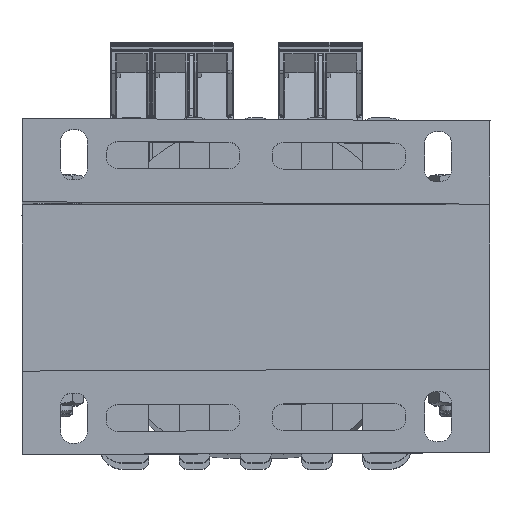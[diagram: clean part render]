
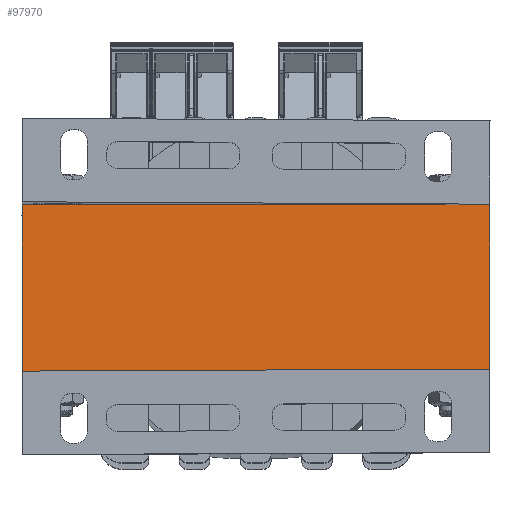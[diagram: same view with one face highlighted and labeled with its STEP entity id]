
A CAD part, top view. The second image highlights one B-rep face of the part: STEP entity #97970.
In plain terms, the highlighted face is planar.
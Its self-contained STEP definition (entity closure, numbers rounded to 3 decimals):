
#5668=PLANE('',#103308);
#9835=FACE_OUTER_BOUND('',#14838,.T.);
#14838=EDGE_LOOP('',(#69407,#69408,#69409,#69410));
#20092=LINE('',#134754,#32523);
#20093=LINE('',#134756,#32524);
#20094=LINE('',#134758,#32525);
#20095=LINE('',#134759,#32526);
#32523=VECTOR('',#109680,1.);
#32524=VECTOR('',#109681,1.);
#32525=VECTOR('',#109682,1.);
#32526=VECTOR('',#109683,1.);
#46223=VERTEX_POINT('',#134752);
#46224=VERTEX_POINT('',#134753);
#46225=VERTEX_POINT('',#134755);
#46226=VERTEX_POINT('',#134757);
#55385=EDGE_CURVE('',#46223,#46224,#20092,.T.);
#55386=EDGE_CURVE('',#46225,#46224,#20093,.T.);
#55387=EDGE_CURVE('',#46225,#46226,#20094,.T.);
#55388=EDGE_CURVE('',#46226,#46223,#20095,.T.);
#69407=ORIENTED_EDGE('',*,*,#55385,.T.);
#69408=ORIENTED_EDGE('',*,*,#55386,.F.);
#69409=ORIENTED_EDGE('',*,*,#55387,.T.);
#69410=ORIENTED_EDGE('',*,*,#55388,.T.);
#97970=ADVANCED_FACE('',(#9835),#5668,.T.);
#103308=AXIS2_PLACEMENT_3D('',#134751,#109678,#109679);
#109678=DIRECTION('center_axis',(0.,0.,1.));
#109679=DIRECTION('ref_axis',(0.,-1.,0.));
#109680=DIRECTION('',(1.,0.,0.));
#109681=DIRECTION('',(0.,-1.,0.));
#109682=DIRECTION('',(-1.,0.,0.));
#109683=DIRECTION('',(0.,-1.,0.));
#134751=CARTESIAN_POINT('Origin',(693.587,1703.578,-92.158));
#134752=CARTESIAN_POINT('',(693.587,1673.578,-92.158));
#134753=CARTESIAN_POINT('',(777.587,1673.578,-92.158));
#134754=CARTESIAN_POINT('',(777.587,1673.578,-92.158));
#134755=CARTESIAN_POINT('',(777.587,1703.578,-92.158));
#134756=CARTESIAN_POINT('',(777.587,1703.578,-92.158));
#134757=CARTESIAN_POINT('',(693.587,1703.578,-92.158));
#134758=CARTESIAN_POINT('',(777.587,1703.578,-92.158));
#134759=CARTESIAN_POINT('',(693.587,1703.578,-92.158));
